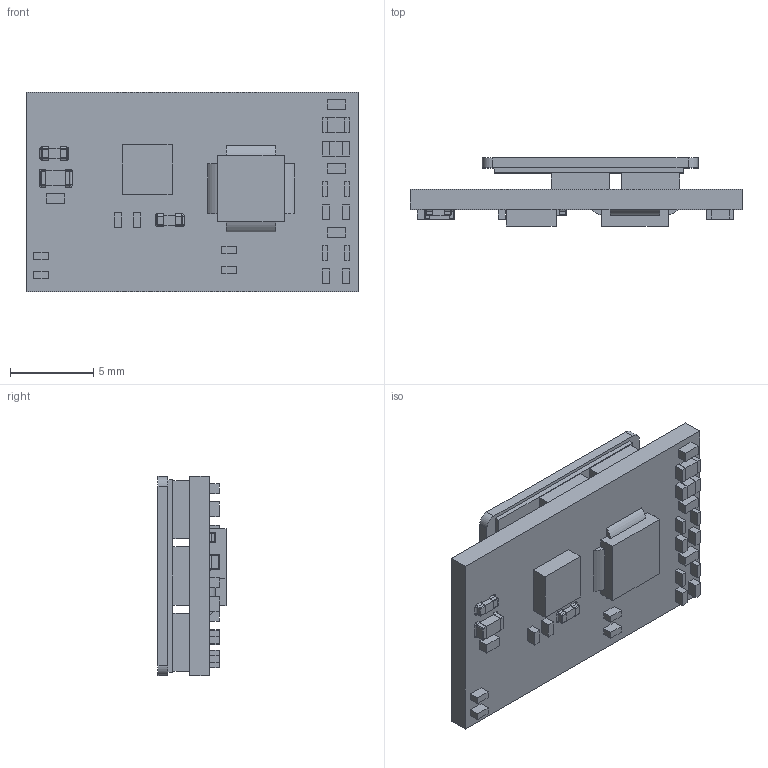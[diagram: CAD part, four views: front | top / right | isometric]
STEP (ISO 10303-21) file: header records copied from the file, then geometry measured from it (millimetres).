
FILE_DESCRIPTION (( 'STEP AP214' ), '1' );
FILE_NAME ('CtrlBL_Emax_Bullet_15A_light.STEP', '2023-02-28T22:52:14', ( '' ), ( '' ), 'SwSTEP 2.0', 'SolidWorks 2020', '' );
FILE_SCHEMA (( 'AUTOMOTIVE_DESIGN' ));
Length unit declared in the file: millimetre
Products named in the file (1): CtrlBL_Emax_Bullet_15A_light
Bounding box: 20 x 4.1 x 12 mm (x, y, z)
Volume: 528.5 mm3; surface area: 936.8 mm2
Topology: 6 solids, 8 shells, 352 faces, 840 edges, 532 vertices
Faces by surface type: plane 268, cylinder 60, sphere 12, torus 12
Entity records: 13473 total; most frequent: CARTESIAN_POINT 1713, DIRECTION 1666, ORIENTED_EDGE 1656, EDGE_CURVE 828, LINE 696, VECTOR 696, VERTEX_POINT 532, AXIS2_PLACEMENT_3D 485
